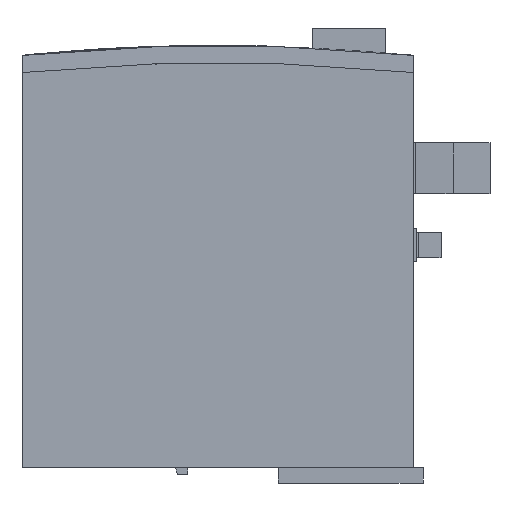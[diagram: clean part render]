
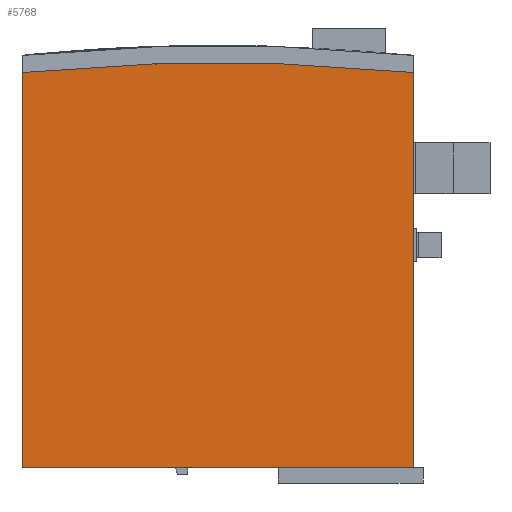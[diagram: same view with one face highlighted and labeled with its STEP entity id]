
A CAD part, left-side view. The second image highlights one B-rep face of the part: STEP entity #5768.
In plain terms, the highlighted planar face has unit normal (-1, 0, 0).
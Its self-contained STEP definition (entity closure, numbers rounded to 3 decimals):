
#1376=CIRCLE('',#24951,800.);
#5768=ADVANCED_FACE('NONE',(#6762),#22534,.T.);
#6762=FACE_OUTER_BOUND('',#7925,.T.);
#7925=EDGE_LOOP('',(#13242,#13243,#13244,#13245));
#13242=ORIENTED_EDGE('',*,*,#17966,.F.);
#13243=ORIENTED_EDGE('',*,*,#17999,.F.);
#13244=ORIENTED_EDGE('',*,*,#18000,.F.);
#13245=ORIENTED_EDGE('',*,*,#17978,.F.);
#15258=VERTEX_POINT('',#53886);
#15259=VERTEX_POINT('',#53887);
#15270=VERTEX_POINT('',#53911);
#15285=VERTEX_POINT('',#53953);
#17966=EDGE_CURVE('',#15258,#15259,#19212,.T.);
#17978=EDGE_CURVE('',#15259,#15270,#19224,.T.);
#17999=EDGE_CURVE('',#15285,#15258,#1376,.T.);
#18000=EDGE_CURVE('',#15270,#15285,#19244,.T.);
#19212=LINE('',#53885,#20531);
#19224=LINE('',#53910,#20543);
#19244=LINE('',#53954,#20563);
#20531=VECTOR('',#28989,1.);
#20543=VECTOR('',#29003,1.);
#20563=VECTOR('',#29039,1.);
#22534=PLANE('',#24952);
#24951=AXIS2_PLACEMENT_3D('',#53952,#29037,#29038);
#24952=AXIS2_PLACEMENT_3D('',#53955,#29040,#29041);
#28989=DIRECTION('',(0.,0.,-1.));
#29003=DIRECTION('',(0.,1.,0.));
#29037=DIRECTION('',(1.,0.,0.));
#29038=DIRECTION('',(0.,0.,1.));
#29039=DIRECTION('',(0.,0.,1.));
#29040=DIRECTION('',(-1.,0.,0.));
#29041=DIRECTION('',(0.,0.,1.));
#53885=CARTESIAN_POINT('',(0.,30.35,9.2));
#53886=CARTESIAN_POINT('',(0.,30.35,163.7));
#53887=CARTESIAN_POINT('',(0.,30.35,6.2));
#53910=CARTESIAN_POINT('',(0.,30.35,6.2));
#53911=CARTESIAN_POINT('',(0.,186.55,6.2));
#53952=CARTESIAN_POINT('',(0.,108.45,-632.479));
#53953=CARTESIAN_POINT('',(0.,186.55,163.7));
#53954=CARTESIAN_POINT('',(0.,186.55,164.698));
#53955=CARTESIAN_POINT('',(0.,30.35,9.2));
